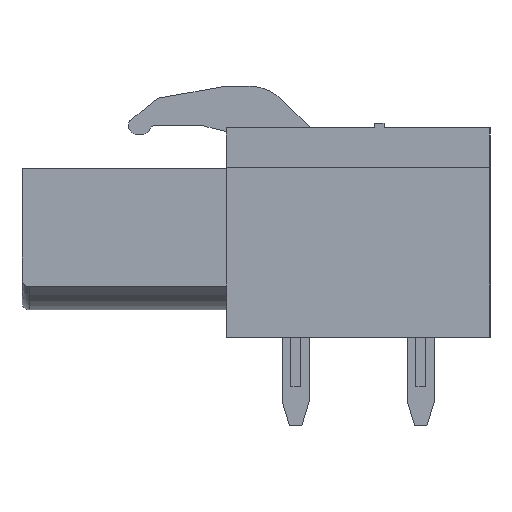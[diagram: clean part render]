
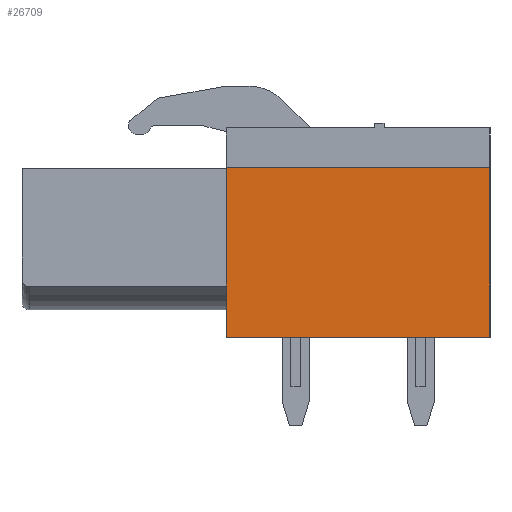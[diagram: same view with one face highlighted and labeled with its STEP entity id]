
A CAD part, left-side view. The second image highlights one B-rep face of the part: STEP entity #26709.
In plain terms, the highlighted planar face has unit normal (-1, 0, 0).
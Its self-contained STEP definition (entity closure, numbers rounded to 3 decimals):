
#7747=DIRECTION('',(0.,0.,1.));
#7748=VECTOR('',#7747,6.9);
#7749=CARTESIAN_POINT('',(-4.08,0.,0.));
#7750=LINE('',#7749,#7748);
#7751=DIRECTION('',(0.,-1.,0.));
#7752=VECTOR('',#7751,10.7);
#7753=CARTESIAN_POINT('',(-4.08,10.7,0.));
#7754=LINE('',#7753,#7752);
#7755=DIRECTION('',(0.,0.,-1.));
#7756=VECTOR('',#7755,6.9);
#7757=CARTESIAN_POINT('',(-4.08,10.7,6.9));
#7758=LINE('',#7757,#7756);
#7759=DIRECTION('',(0.,1.,0.));
#7760=VECTOR('',#7759,10.7);
#7761=CARTESIAN_POINT('',(-4.08,0.,6.9));
#7762=LINE('',#7761,#7760);
#12997=CARTESIAN_POINT('',(-4.08,0.,0.));
#12998=CARTESIAN_POINT('',(-4.08,0.,6.9));
#12999=VERTEX_POINT('',#12997);
#13000=VERTEX_POINT('',#12998);
#13001=CARTESIAN_POINT('',(-4.08,10.7,6.9));
#13002=VERTEX_POINT('',#13001);
#13003=CARTESIAN_POINT('',(-4.08,10.7,0.));
#13004=VERTEX_POINT('',#13003);
#26697=CARTESIAN_POINT('',(-4.08,10.7,4.));
#26698=DIRECTION('',(-1.,0.,0.));
#26699=DIRECTION('',(0.,0.,1.));
#26700=AXIS2_PLACEMENT_3D('',#26697,#26698,#26699);
#26701=PLANE('',#26700);
#26702=ORIENTED_EDGE('',*,*,#21428,.F.);
#26703=ORIENTED_EDGE('',*,*,#16173,.F.);
#26704=ORIENTED_EDGE('',*,*,#16497,.F.);
#26706=ORIENTED_EDGE('',*,*,#26705,.F.);
#26707=EDGE_LOOP('',(#26702,#26703,#26704,#26706));
#26708=FACE_OUTER_BOUND('',#26707,.F.);
#26709=ADVANCED_FACE('',(#26708),#26701,.T.);
#16173=EDGE_CURVE('',#13004,#12999,#7754,.T.);
#16497=EDGE_CURVE('',#13002,#13004,#7758,.T.);
#21428=EDGE_CURVE('',#12999,#13000,#7750,.T.);
#26705=EDGE_CURVE('',#13000,#13002,#7762,.T.);
